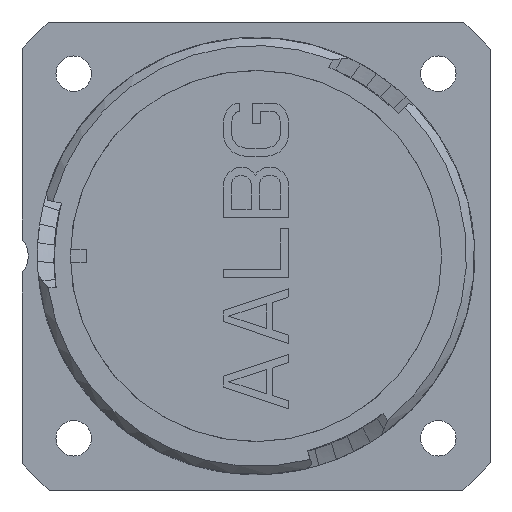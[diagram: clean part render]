
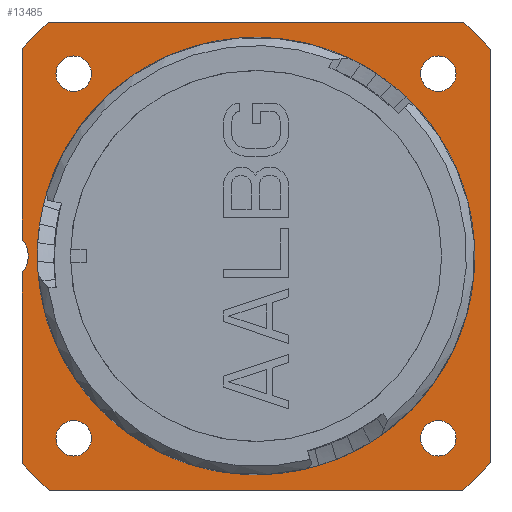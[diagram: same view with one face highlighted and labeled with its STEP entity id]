
A CAD part, left-side view. The second image highlights one B-rep face of the part: STEP entity #13485.
In plain terms, the highlighted planar face has unit normal (-1, 0, 0).
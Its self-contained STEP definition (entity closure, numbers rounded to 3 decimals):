
#338=CARTESIAN_POINT('',(22.2,0.,0.));
#339=DIRECTION('',(-1.,0.,0.));
#340=DIRECTION('',(0.,1.,0.));
#341=AXIS2_PLACEMENT_3D('',#338,#339,#340);
#1656=CARTESIAN_POINT('',(22.2,0.,0.));
#1657=DIRECTION('',(1.,0.,0.));
#1658=DIRECTION('',(0.,1.,0.));
#1659=AXIS2_PLACEMENT_3D('',#1656,#1657,#1658);
#2580=CARTESIAN_POINT('',(22.2,30.97,0.));
#2581=DIRECTION('',(-1.,0.,0.));
#2582=DIRECTION('',(0.,-0.761,-0.649));
#2583=AXIS2_PLACEMENT_3D('',#2580,#2581,#2582);
#2585=DIRECTION('',(0.,0.,1.));
#2586=VECTOR('',#2585,23.166);
#2587=CARTESIAN_POINT('',(22.2,28.55,2.063));
#2588=LINE('924',#2587,#2586);
#2589=CARTESIAN_POINT('',(22.2,0.,0.));
#2590=DIRECTION('',(1.,0.,0.));
#2591=DIRECTION('',(0.,0.749,0.662));
#2592=AXIS2_PLACEMENT_3D('',#2589,#2590,#2591);
#2594=DIRECTION('',(0.,-1.,0.));
#2595=VECTOR('',#2594,50.458);
#2596=CARTESIAN_POINT('',(22.2,25.229,28.55));
#2597=LINE('753',#2596,#2595);
#2598=CARTESIAN_POINT('',(22.2,0.,0.));
#2599=DIRECTION('',(1.,0.,0.));
#2600=DIRECTION('',(0.,-0.662,0.749));
#2601=AXIS2_PLACEMENT_3D('',#2598,#2599,#2600);
#2603=DIRECTION('',(0.,0.,-1.));
#2604=VECTOR('',#2603,50.458);
#2605=CARTESIAN_POINT('',(22.2,-28.55,25.229));
#2606=LINE('752',#2605,#2604);
#2607=CARTESIAN_POINT('',(22.2,0.,0.));
#2608=DIRECTION('',(-1.,0.,0.));
#2609=DIRECTION('',(0.,-0.662,-0.749));
#2610=AXIS2_PLACEMENT_3D('',#2607,#2608,#2609);
#2612=DIRECTION('',(0.,1.,0.));
#2613=VECTOR('',#2612,50.458);
#2614=CARTESIAN_POINT('',(22.2,-25.229,-28.55));
#2615=LINE('751',#2614,#2613);
#2616=CARTESIAN_POINT('',(22.2,0.,0.));
#2617=DIRECTION('',(-1.,0.,0.));
#2618=DIRECTION('',(0.,0.749,-0.662));
#2619=AXIS2_PLACEMENT_3D('',#2616,#2617,#2618);
#2621=DIRECTION('',(0.,0.,1.));
#2622=VECTOR('',#2621,23.166);
#2623=CARTESIAN_POINT('',(22.2,28.55,-25.229));
#2624=LINE('923',#2623,#2622);
#2625=CARTESIAN_POINT('',(22.2,22.25,-22.25));
#2626=DIRECTION('',(1.,0.,0.));
#2627=DIRECTION('',(0.,0.,-1.));
#2628=AXIS2_PLACEMENT_3D('',#2625,#2626,#2627);
#2630=CARTESIAN_POINT('',(22.2,22.25,-22.25));
#2631=DIRECTION('',(1.,0.,0.));
#2632=DIRECTION('',(0.,0.,1.));
#2633=AXIS2_PLACEMENT_3D('',#2630,#2631,#2632);
#2635=CARTESIAN_POINT('',(22.2,22.25,22.25));
#2636=DIRECTION('',(1.,0.,0.));
#2637=DIRECTION('',(0.,0.,-1.));
#2638=AXIS2_PLACEMENT_3D('',#2635,#2636,#2637);
#2640=CARTESIAN_POINT('',(22.2,22.25,22.25));
#2641=DIRECTION('',(1.,0.,0.));
#2642=DIRECTION('',(0.,0.,1.));
#2643=AXIS2_PLACEMENT_3D('',#2640,#2641,#2642);
#2645=CARTESIAN_POINT('',(22.2,-22.25,22.25));
#2646=DIRECTION('',(1.,0.,0.));
#2647=DIRECTION('',(0.,0.,-1.));
#2648=AXIS2_PLACEMENT_3D('',#2645,#2646,#2647);
#2650=CARTESIAN_POINT('',(22.2,-22.25,22.25));
#2651=DIRECTION('',(1.,0.,0.));
#2652=DIRECTION('',(0.,0.,1.));
#2653=AXIS2_PLACEMENT_3D('',#2650,#2651,#2652);
#2655=CARTESIAN_POINT('',(22.2,-22.25,-22.25));
#2656=DIRECTION('',(1.,0.,0.));
#2657=DIRECTION('',(0.,0.,-1.));
#2658=AXIS2_PLACEMENT_3D('',#2655,#2656,#2657);
#2660=CARTESIAN_POINT('',(22.2,-22.25,-22.25));
#2661=DIRECTION('',(1.,0.,0.));
#2662=DIRECTION('',(0.,0.,1.));
#2663=AXIS2_PLACEMENT_3D('',#2660,#2661,#2662);
#5968=CARTESIAN_POINT('',(22.2,26.68,0.));
#5969=CARTESIAN_POINT('',(22.2,-26.68,0.));
#5970=VERTEX_POINT('',#5968);
#5971=VERTEX_POINT('',#5969);
#5984=CARTESIAN_POINT('',(22.2,-25.229,-28.55));
#5985=CARTESIAN_POINT('',(22.2,25.229,-28.55));
#5986=VERTEX_POINT('',#5984);
#5987=VERTEX_POINT('',#5985);
#5988=CARTESIAN_POINT('',(22.2,-28.55,25.229));
#5989=CARTESIAN_POINT('',(22.2,-28.55,-25.229));
#5990=VERTEX_POINT('',#5988);
#5991=VERTEX_POINT('',#5989);
#5992=CARTESIAN_POINT('',(22.2,25.229,28.55));
#5993=CARTESIAN_POINT('',(22.2,-25.229,28.55));
#5994=VERTEX_POINT('',#5992);
#5995=VERTEX_POINT('',#5993);
#6119=CARTESIAN_POINT('',(22.2,22.25,-24.41));
#6120=CARTESIAN_POINT('',(22.2,22.25,-20.09));
#6121=VERTEX_POINT('',#6119);
#6122=VERTEX_POINT('',#6120);
#6123=CARTESIAN_POINT('',(22.2,22.25,20.09));
#6124=CARTESIAN_POINT('',(22.2,22.25,24.41));
#6125=VERTEX_POINT('',#6123);
#6126=VERTEX_POINT('',#6124);
#6127=CARTESIAN_POINT('',(22.2,-22.25,20.09));
#6128=CARTESIAN_POINT('',(22.2,-22.25,24.41));
#6129=VERTEX_POINT('',#6127);
#6130=VERTEX_POINT('',#6128);
#6131=CARTESIAN_POINT('',(22.2,-22.25,-24.41));
#6132=CARTESIAN_POINT('',(22.2,-22.25,-20.09));
#6133=VERTEX_POINT('',#6131);
#6134=VERTEX_POINT('',#6132);
#6135=CARTESIAN_POINT('',(22.2,28.55,25.229));
#6137=VERTEX_POINT('',#6135);
#6139=CARTESIAN_POINT('',(22.2,28.55,-25.229));
#6141=VERTEX_POINT('',#6139);
#6167=CARTESIAN_POINT('',(22.2,28.55,-2.063));
#6168=CARTESIAN_POINT('',(22.2,28.55,2.063));
#6169=VERTEX_POINT('',#6167);
#6170=VERTEX_POINT('',#6168);
#13430=CARTESIAN_POINT('',(22.2,0.,0.));
#13431=DIRECTION('',(1.,0.,0.));
#13432=DIRECTION('',(0.,-1.,0.));
#13433=AXIS2_PLACEMENT_3D('',#13430,#13431,#13432);
#13434=PLANE('250',#13433);
#13436=ORIENTED_EDGE('918',*,*,#13435,.T.);
#13438=ORIENTED_EDGE('924',*,*,#13437,.T.);
#13440=ORIENTED_EDGE('900',*,*,#13439,.T.);
#13442=ORIENTED_EDGE('753',*,*,#13441,.T.);
#13444=ORIENTED_EDGE('901',*,*,#13443,.T.);
#13446=ORIENTED_EDGE('752',*,*,#13445,.T.);
#13448=ORIENTED_EDGE('905',*,*,#13447,.F.);
#13450=ORIENTED_EDGE('751',*,*,#13449,.T.);
#13452=ORIENTED_EDGE('904',*,*,#13451,.F.);
#13454=ORIENTED_EDGE('923',*,*,#13453,.T.);
#13455=EDGE_LOOP('250',(#13436,#13438,#13440,#13442,#13444,#13446,#13448,#13450,
#13452,#13454));
#13456=FACE_OUTER_BOUND('250',#13455,.F.);
#13457=ORIENTED_EDGE('747',*,*,#8137,.T.);
#13458=ORIENTED_EDGE('746',*,*,#10633,.F.);
#13459=EDGE_LOOP('250',(#13457,#13458));
#13460=FACE_BOUND('250',#13459,.F.);
#13462=ORIENTED_EDGE('874',*,*,#13461,.F.);
#13464=ORIENTED_EDGE('875',*,*,#13463,.F.);
#13465=EDGE_LOOP('250',(#13462,#13464));
#13466=FACE_BOUND('250',#13465,.F.);
#13468=ORIENTED_EDGE('876',*,*,#13467,.F.);
#13470=ORIENTED_EDGE('877',*,*,#13469,.F.);
#13471=EDGE_LOOP('250',(#13468,#13470));
#13472=FACE_BOUND('250',#13471,.F.);
#13474=ORIENTED_EDGE('878',*,*,#13473,.F.);
#13476=ORIENTED_EDGE('879',*,*,#13475,.F.);
#13477=EDGE_LOOP('250',(#13474,#13476));
#13478=FACE_BOUND('250',#13477,.F.);
#13480=ORIENTED_EDGE('880',*,*,#13479,.F.);
#13482=ORIENTED_EDGE('881',*,*,#13481,.F.);
#13483=EDGE_LOOP('250',(#13480,#13482));
#13484=FACE_BOUND('250',#13483,.F.);
#342=CIRCLE('747',#341,26.68);
#1660=CIRCLE('746',#1659,26.68);
#2584=CIRCLE('918',#2583,3.18);
#2593=CIRCLE('900',#2592,38.1);
#2602=CIRCLE('901',#2601,38.1);
#2611=CIRCLE('905',#2610,38.1);
#2620=CIRCLE('904',#2619,38.1);
#2629=CIRCLE('874',#2628,2.16);
#2634=CIRCLE('875',#2633,2.16);
#2639=CIRCLE('876',#2638,2.16);
#2644=CIRCLE('877',#2643,2.16);
#2649=CIRCLE('878',#2648,2.16);
#2654=CIRCLE('879',#2653,2.16);
#2659=CIRCLE('880',#2658,2.16);
#2664=CIRCLE('881',#2663,2.16);
#8137=EDGE_CURVE('747',#5970,#5971,#342,.T.);
#10633=EDGE_CURVE('746',#5970,#5971,#1660,.T.);
#13435=EDGE_CURVE('918',#6169,#6170,#2584,.T.);
#13437=EDGE_CURVE('924',#6170,#6137,#2588,.T.);
#13439=EDGE_CURVE('900',#6137,#5994,#2593,.T.);
#13441=EDGE_CURVE('753',#5994,#5995,#2597,.T.);
#13443=EDGE_CURVE('901',#5995,#5990,#2602,.T.);
#13445=EDGE_CURVE('752',#5990,#5991,#2606,.T.);
#13447=EDGE_CURVE('905',#5986,#5991,#2611,.T.);
#13449=EDGE_CURVE('751',#5986,#5987,#2615,.T.);
#13451=EDGE_CURVE('904',#6141,#5987,#2620,.T.);
#13453=EDGE_CURVE('923',#6141,#6169,#2624,.T.);
#13461=EDGE_CURVE('874',#6121,#6122,#2629,.T.);
#13463=EDGE_CURVE('875',#6122,#6121,#2634,.T.);
#13467=EDGE_CURVE('876',#6125,#6126,#2639,.T.);
#13469=EDGE_CURVE('877',#6126,#6125,#2644,.T.);
#13473=EDGE_CURVE('878',#6129,#6130,#2649,.T.);
#13475=EDGE_CURVE('879',#6130,#6129,#2654,.T.);
#13479=EDGE_CURVE('880',#6133,#6134,#2659,.T.);
#13481=EDGE_CURVE('881',#6134,#6133,#2664,.T.);
#13485=ADVANCED_FACE('250',(#13456,#13460,#13466,#13472,#13478,#13484),#13434,
.F.);
